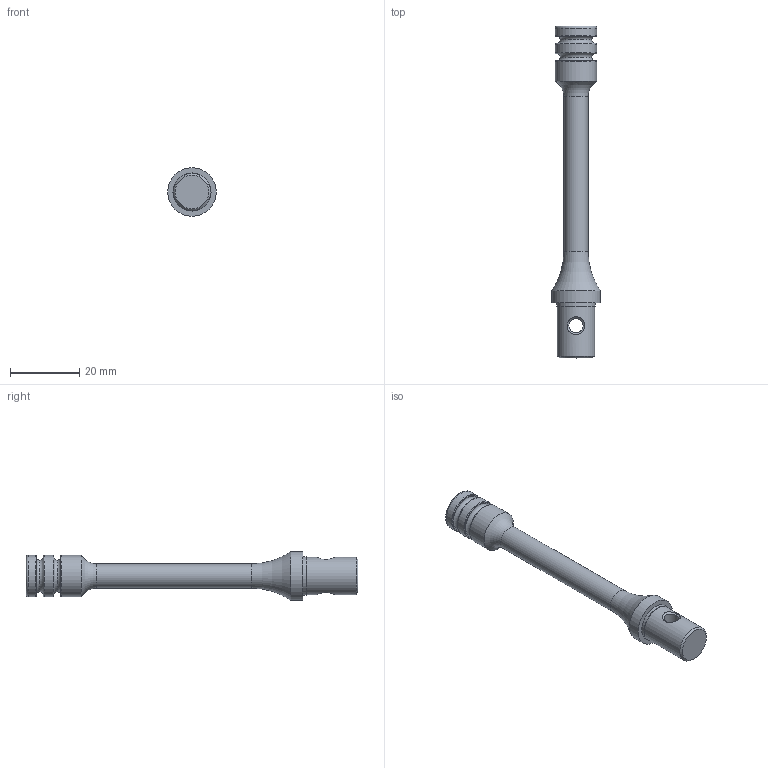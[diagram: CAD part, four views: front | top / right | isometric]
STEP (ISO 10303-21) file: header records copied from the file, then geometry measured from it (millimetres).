
FILE_DESCRIPTION(('HOOPS Exchange Step'),'2;1');
FILE_NAME('temp_export','2023-01-09T11:29:54+09:00',('mobile'),('Shapr3D Limited'),'HOOPS Exchange 2022.1','Shapr3D','Authorized');
FILE_SCHEMA( ('AUTOMOTIVE_DESIGN { 1 0 10303 214 1 1 1 1 }') );
Length unit declared in the file: millimetre
Products named in the file (1): Gas-Piston
Bounding box: 14 x 96 x 14 mm (x, y, z)
Volume: 6222.3 mm3; surface area: 3233.3 mm2
Topology: 1 solids, 1 shells, 32 faces, 73 edges, 49 vertices
Faces by surface type: torus 12, plane 9, cylinder 8, bspline 2, cone 1
Full cylindrical faces by diameter (mm): 4.16 x1, 7 x1, 10.8 x1, 11 x1, 12 x3, 14 x1
Entity records: 3680 total; most frequent: CARTESIAN_POINT 2889, DIRECTION 182, ORIENTED_EDGE 146, AXIS2_PLACEMENT_3D 86, EDGE_CURVE 73, CIRCLE 55, VERTEX_POINT 49, EDGE_LOOP 40
